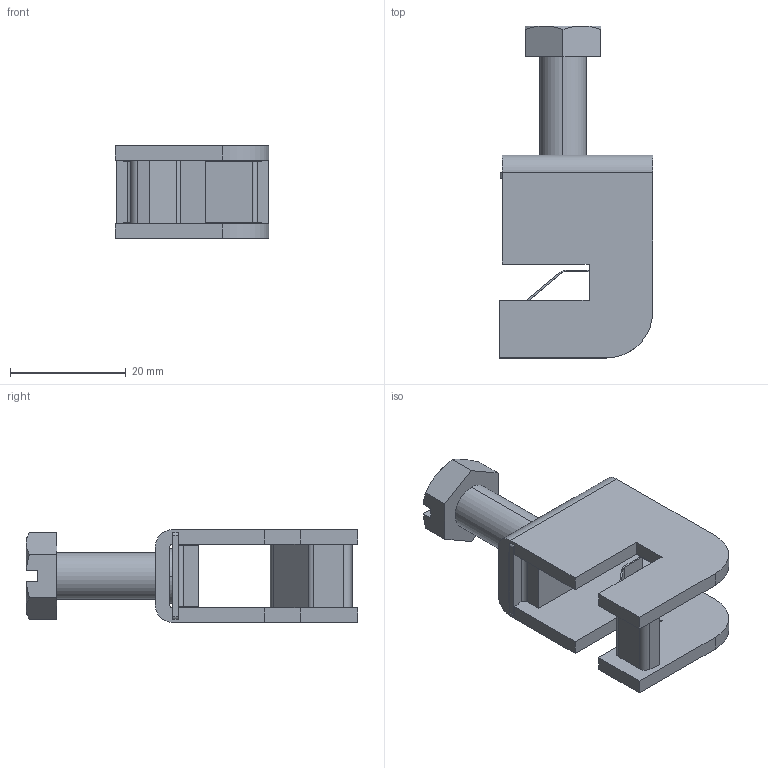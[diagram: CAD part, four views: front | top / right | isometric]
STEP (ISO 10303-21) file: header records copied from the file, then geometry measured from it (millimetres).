
FILE_DESCRIPTION((''),'2;1');
FILE_NAME('ASM0093_ASM','2021-04-16T',('marketing.praksa'),('Audax d.o.o.'),'CREO PARAMETRIC BY PTC INC, 2017480','CREO PARAMETRIC BY PTC INC, 2017480','');
FILE_SCHEMA(('AUTOMOTIVE_DESIGN { 1 0 10303 214 1 1 1 1 }'));
Products named in the file (3): PRT0118; PRT8787; ASM0093_ASM
Assembly tree (2 placements, depth 2):
  ASM0093_ASM
    PRT0118
    PRT8787
Bounding box: 26.5 x 57.3 x 16 mm (x, y, z)
Volume: 7160.5 mm3; surface area: 6768 mm2
Topology: 4 solids, 4 shells, 215 faces, 654 edges, 441 vertices
Faces by surface type: plane 129, cylinder 78, cone 4, torus 4
Entity records: 11228 total; most frequent: CARTESIAN_POINT 1390, ORIENTED_EDGE 1308, DIRECTION 1277, PRESENTATION_STYLE_ASSIGNMENT 873, STYLED_ITEM 873, CURVE_STYLE 654, EDGE_CURVE 654, VERTEX_POINT 441
